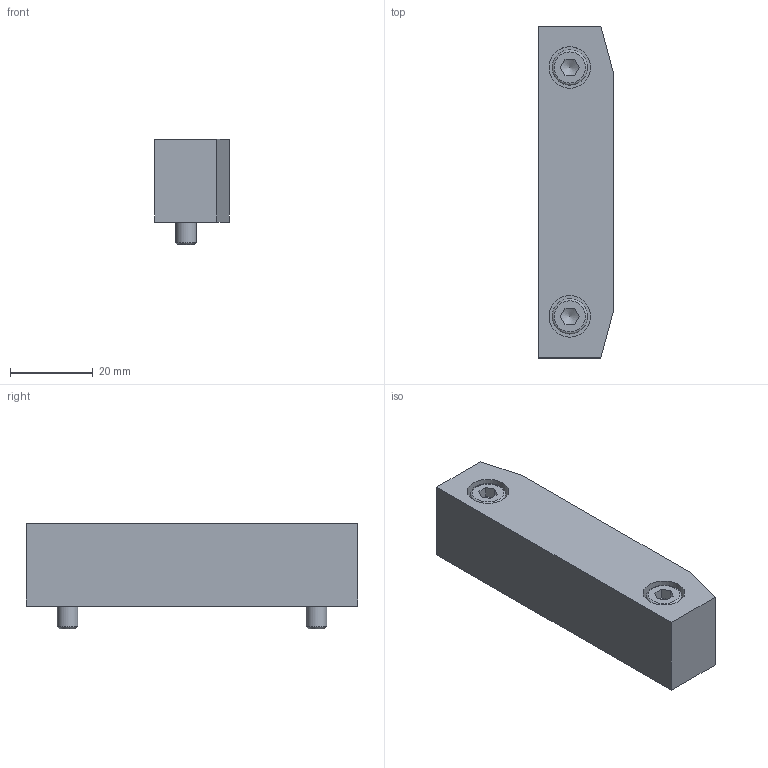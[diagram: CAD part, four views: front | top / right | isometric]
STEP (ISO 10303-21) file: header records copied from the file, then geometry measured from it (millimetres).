
FILE_DESCRIPTION(/* description */ (''),/* implementation_level */ '2;1');
FILE_NAME(/* name */ 'CAD_47827.stp',/* time_stamp */ '2016-04-02T08:25:47+02:00',/* author */ ('Hypex'),/* organization */ ('Hypex'),/* preprocessor_version */ 'ST-DEVELOPER v16.1',/* originating_system */ 'Autodesk Inventor 2016',/* authorisation */ '');
FILE_SCHEMA (('AUTOMOTIVE_DESIGN { 1 0 10303 214 3 1 1 }'));
Length unit declared in the file: millimetre
Products named in the file (1): CAD_47827
Bounding box: 18 x 80 x 25.5 mm (x, y, z)
Volume: 27934.7 mm3; surface area: 8387.8 mm2
Topology: 1 solids, 1 shells, 42 faces, 94 edges, 60 vertices
Faces by surface type: plane 26, cylinder 8, torus 4, cone 4
Full cylindrical faces by diameter (mm): 5 x2, 5.1 x2, 8.5 x2, 10 x2
Entity records: 1091 total; most frequent: CARTESIAN_POINT 197, DIRECTION 168, ORIENTED_EDGE 148, EDGE_CURVE 74, EDGE_LOOP 64, AXIS2_PLACEMENT_3D 63, VERTEX_POINT 56, LINE 42
